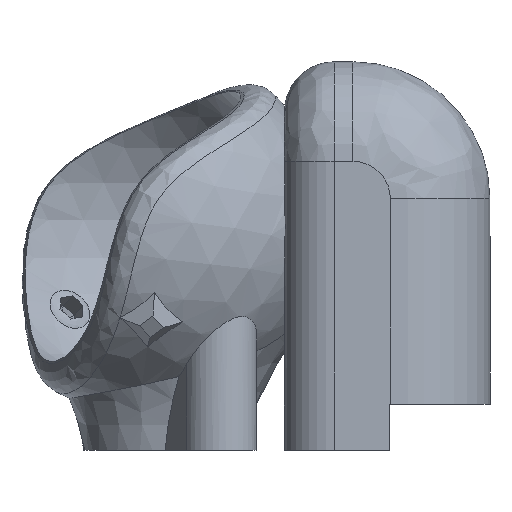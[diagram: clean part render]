
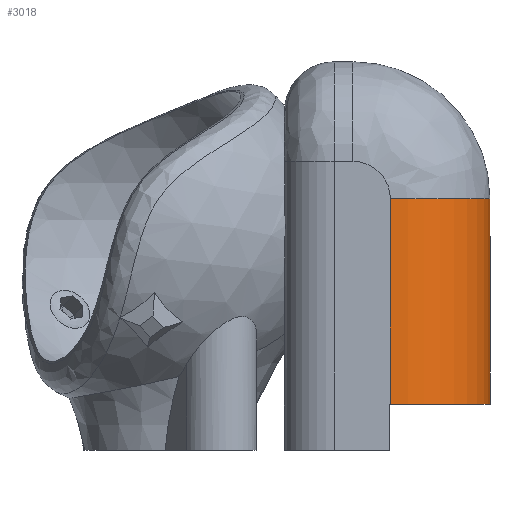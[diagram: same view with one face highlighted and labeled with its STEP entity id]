
A CAD part, front view. The second image highlights one B-rep face of the part: STEP entity #3018.
In plain terms, the highlighted cylindrical face has radius 8 mm (diameter 16 mm), a partial arc.
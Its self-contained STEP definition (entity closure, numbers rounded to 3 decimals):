
#134=CYLINDRICAL_SURFACE('',#3252,8.);
#210=FACE_OUTER_BOUND('',#385,.T.);
#385=EDGE_LOOP('',(#2255,#2256,#2257,#2258));
#546=LINE('',#4751,#845);
#590=LINE('',#8223,#889);
#845=VECTOR('',#3519,16.5);
#889=VECTOR('',#3679,16.5);
#1126=CIRCLE('',#3198,8.);
#1158=CIRCLE('',#3239,8.);
#1239=VERTEX_POINT('',#4748);
#1240=VERTEX_POINT('',#4750);
#1247=VERTEX_POINT('',#4770);
#1318=VERTEX_POINT('',#8192);
#1558=EDGE_CURVE('',#1239,#1240,#546,.T.);
#1568=EDGE_CURVE('',#1240,#1247,#1126,.T.);
#1662=EDGE_CURVE('',#1318,#1239,#1158,.T.);
#1674=EDGE_CURVE('',#1247,#1318,#590,.T.);
#2255=ORIENTED_EDGE('',*,*,#1568,.F.);
#2256=ORIENTED_EDGE('',*,*,#1558,.F.);
#2257=ORIENTED_EDGE('',*,*,#1662,.F.);
#2258=ORIENTED_EDGE('',*,*,#1674,.F.);
#3018=ADVANCED_FACE('',(#210),#134,.T.);
#3198=AXIS2_PLACEMENT_3D('',#4771,#3537,#3538);
#3239=AXIS2_PLACEMENT_3D('',#8193,#3650,#3651);
#3252=AXIS2_PLACEMENT_3D('',#8227,#3684,#3685);
#3519=DIRECTION('',(0.,0.,-1.));
#3537=DIRECTION('center_axis',(0.,0.,-1.));
#3538=DIRECTION('ref_axis',(1.,0.,0.));
#3650=DIRECTION('center_axis',(0.,0.,1.));
#3651=DIRECTION('ref_axis',(1.,0.,0.));
#3679=DIRECTION('',(0.,0.,1.));
#3684=DIRECTION('center_axis',(0.,0.,1.));
#3685=DIRECTION('ref_axis',(1.,0.,0.));
#4748=CARTESIAN_POINT('',(27.963,-5.,2.2));
#4750=CARTESIAN_POINT('',(27.963,-5.,-14.3));
#4751=CARTESIAN_POINT('',(27.963,-5.,2.2));
#4770=CARTESIAN_POINT('',(19.963,-13.,-14.3));
#4771=CARTESIAN_POINT('Origin',(19.963,-5.,-14.3));
#8192=CARTESIAN_POINT('',(19.963,-13.,2.2));
#8193=CARTESIAN_POINT('Origin',(19.963,-5.,2.2));
#8223=CARTESIAN_POINT('',(19.963,-13.,-14.3));
#8227=CARTESIAN_POINT('Origin',(19.963,-5.,-18.));
